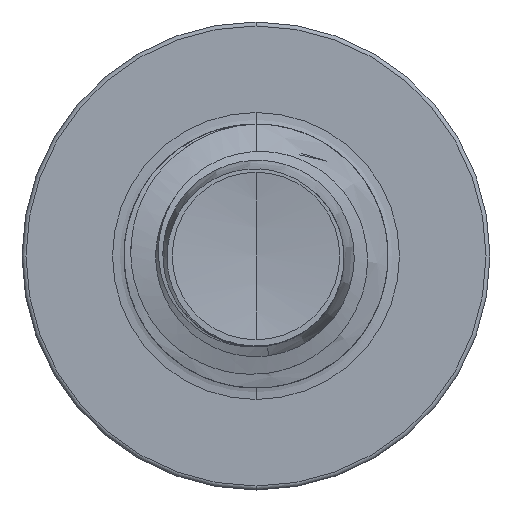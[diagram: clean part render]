
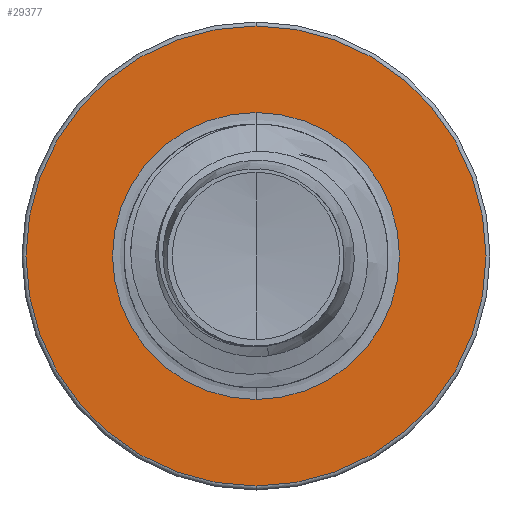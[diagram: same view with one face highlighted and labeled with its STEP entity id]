
A CAD part, front view. The second image highlights one B-rep face of the part: STEP entity #29377.
In plain terms, the highlighted planar face has unit normal (0, -1, 0).
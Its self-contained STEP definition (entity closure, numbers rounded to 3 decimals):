
#2148 = EDGE_CURVE ( 'NONE', #23555, #25236, #33538, .T. ) ;
#3173 = EDGE_CURVE ( 'NONE', #25236, #23555, #30444, .T. ) ;
#3197 = EDGE_LOOP ( 'NONE', ( #27234, #7820 ) ) ;
#6158 = CARTESIAN_POINT ( 'NONE',  ( 0., 9., 1.196 ) ) ;
#6165 = DIRECTION ( 'NONE',  ( 0., 1., 0. ) ) ;
#6812 = EDGE_CURVE ( 'NONE', #30249, #28563, #16272, .T. ) ;
#7820 = ORIENTED_EDGE ( 'NONE', *, *, #3173, .F. ) ;
#9367 = DIRECTION ( 'NONE',  ( 0., 0., 1. ) ) ;
#9371 = DIRECTION ( 'NONE',  ( 0., 1., 0. ) ) ;
#9395 = CARTESIAN_POINT ( 'NONE',  ( 0., 9., 0. ) ) ;
#9584 = CARTESIAN_POINT ( 'NONE',  ( 0., 9., -1.196 ) ) ;
#9668 = CARTESIAN_POINT ( 'NONE',  ( 0., 9., 1.917 ) ) ;
#9685 = DIRECTION ( 'NONE',  ( 0., 0., 1. ) ) ;
#9715 = DIRECTION ( 'NONE',  ( 0., 1., 0. ) ) ;
#9723 = CARTESIAN_POINT ( 'NONE',  ( 0., 9., 0. ) ) ;
#10104 = CIRCLE ( 'NONE', #29152, 1.196 ) ;
#10134 = AXIS2_PLACEMENT_3D ( 'NONE', #9395, #9371, #9367 ) ;
#10347 = AXIS2_PLACEMENT_3D ( 'NONE', #9723, #9715, #9685 ) ;
#10484 = CARTESIAN_POINT ( 'NONE',  ( 0., 9., -1.196 ) ) ;
#10543 = AXIS2_PLACEMENT_3D ( 'NONE', #15517, #15401, #15237 ) ;
#12638 = EDGE_CURVE ( 'NONE', #28563, #30249, #10104, .T. ) ;
#13048 = DIRECTION ( 'NONE',  ( 0., 1., 0. ) ) ;
#15237 = DIRECTION ( 'NONE',  ( 0., 0., 1. ) ) ;
#15401 = DIRECTION ( 'NONE',  ( 0., 1., 0. ) ) ;
#15517 = CARTESIAN_POINT ( 'NONE',  ( 0., 9., 0. ) ) ;
#16272 = CIRCLE ( 'NONE', #10134, 1.196 ) ;
#17897 = CARTESIAN_POINT ( 'NONE',  ( 0., 9., -1.917 ) ) ;
#18309 = PLANE ( 'NONE',  #22071 ) ;
#21379 = ORIENTED_EDGE ( 'NONE', *, *, #12638, .T. ) ;
#21515 = FACE_BOUND ( 'NONE', #23178, .T. ) ;
#21846 = CARTESIAN_POINT ( 'NONE',  ( 0., 9., 0. ) ) ;
#22071 = AXIS2_PLACEMENT_3D ( 'NONE', #10484, #13048, #30808 ) ;
#22745 = ORIENTED_EDGE ( 'NONE', *, *, #6812, .T. ) ;
#23178 = EDGE_LOOP ( 'NONE', ( #22745, #21379 ) ) ;
#23555 = VERTEX_POINT ( 'NONE', #9668 ) ;
#24336 = DIRECTION ( 'NONE',  ( 0., 0., 1. ) ) ;
#25236 = VERTEX_POINT ( 'NONE', #17897 ) ;
#27234 = ORIENTED_EDGE ( 'NONE', *, *, #2148, .F. ) ;
#28028 = FACE_OUTER_BOUND ( 'NONE', #3197, .T. ) ;
#28563 = VERTEX_POINT ( 'NONE', #9584 ) ;
#29152 = AXIS2_PLACEMENT_3D ( 'NONE', #21846, #6165, #24336 ) ;
#29377 = ADVANCED_FACE ( 'NONE', ( #28028, #21515 ), #18309, .F. ) ;
#30249 = VERTEX_POINT ( 'NONE', #6158 ) ;
#30444 = CIRCLE ( 'NONE', #10347, 1.917 ) ;
#30808 = DIRECTION ( 'NONE',  ( 0., 0., 1. ) ) ;
#33538 = CIRCLE ( 'NONE', #10543, 1.917 ) ;
